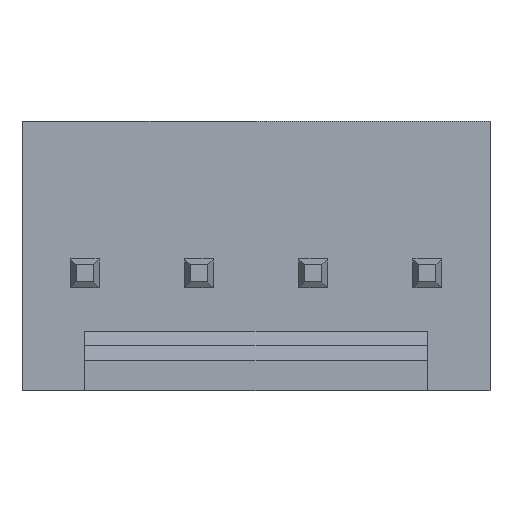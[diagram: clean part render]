
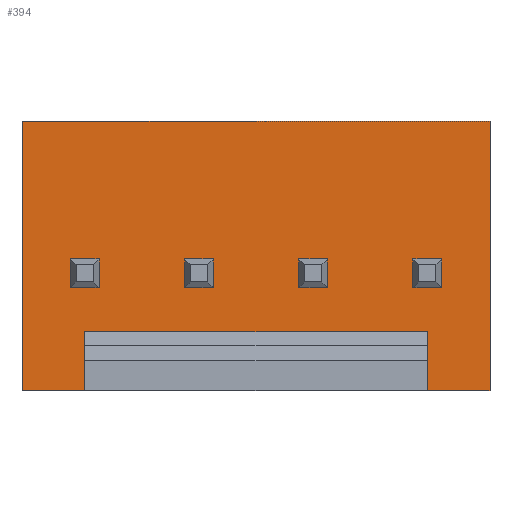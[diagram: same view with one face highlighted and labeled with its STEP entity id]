
A CAD part, top view. The second image highlights one B-rep face of the part: STEP entity #394.
In plain terms, the highlighted planar face has unit normal (0, 0, 1).
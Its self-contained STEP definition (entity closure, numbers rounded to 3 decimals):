
#394=ADVANCED_FACE('',(#767),#769,.T.);
#767=FACE_BOUND('',#768,.T.);
#768=EDGE_LOOP('',(#1070,#1071,#1072,#1073,#1074,#1075,#1076,#1077));
#769=PLANE('',#770);
#770=AXIS2_PLACEMENT_3D('',#771,#772,#773);
#771=CARTESIAN_POINT('',(9.015,-1.6,3.));
#772=DIRECTION('',(0.,-0.,1.));
#773=DIRECTION('',(0.,1.,0.));
#1070=ORIENTED_EDGE('',*,*,#1258,.T.);
#1071=ORIENTED_EDGE('',*,*,#1231,.T.);
#1072=ORIENTED_EDGE('',*,*,#1259,.F.);
#1073=ORIENTED_EDGE('',*,*,#1217,.F.);
#1074=ORIENTED_EDGE('',*,*,#1260,.F.);
#1075=ORIENTED_EDGE('',*,*,#1261,.F.);
#1076=ORIENTED_EDGE('',*,*,#1262,.T.);
#1077=ORIENTED_EDGE('',*,*,#1213,.F.);
#1213=EDGE_CURVE('',#1340,#1342,#1343,.F.);
#1217=EDGE_CURVE('',#1348,#1350,#1351,.F.);
#1231=EDGE_CURVE('',#1378,#1376,#1379,.T.);
#1258=EDGE_CURVE('',#1340,#1378,#1417,.T.);
#1259=EDGE_CURVE('',#1350,#1376,#1418,.T.);
#1260=EDGE_CURVE('',#1419,#1348,#1420,.T.);
#1261=EDGE_CURVE('',#1421,#1419,#1422,.T.);
#1262=EDGE_CURVE('',#1421,#1342,#1423,.T.);
#1340=VERTEX_POINT('',#1553);
#1342=VERTEX_POINT('',#1557);
#1343=LINE('',#1558,#1559);
#1348=VERTEX_POINT('',#1569);
#1350=VERTEX_POINT('',#1573);
#1351=LINE('',#1574,#1575);
#1376=VERTEX_POINT('',#1625);
#1378=VERTEX_POINT('',#1629);
#1379=LINE('',#1630,#1631);
#1417=LINE('',#1722,#1723);
#1418=LINE('',#1725,#1726);
#1419=VERTEX_POINT('',#1728);
#1420=LINE('',#1729,#1730);
#1421=VERTEX_POINT('',#1732);
#1422=LINE('',#1733,#1734);
#1423=LINE('',#1736,#1737);
#1553=CARTESIAN_POINT('',(9.015,-2.6,3.));
#1557=CARTESIAN_POINT('',(7.62,-2.6,3.));
#1558=CARTESIAN_POINT('',(7.62,-2.6,3.));
#1559=VECTOR('',#1560,1.);
#1560=DIRECTION('',(1.,0.,0.));
#1569=CARTESIAN_POINT('',(0.,-2.6,3.));
#1573=CARTESIAN_POINT('',(-1.395,-2.6,3.));
#1574=CARTESIAN_POINT('',(-1.395,-2.6,3.));
#1575=VECTOR('',#1576,1.);
#1576=DIRECTION('',(1.,0.,0.));
#1625=CARTESIAN_POINT('',(-1.395,3.4,3.));
#1629=CARTESIAN_POINT('',(9.015,3.4,3.));
#1630=CARTESIAN_POINT('',(9.015,3.4,3.));
#1631=VECTOR('',#1632,1.);
#1632=DIRECTION('',(-1.,0.,0.));
#1722=CARTESIAN_POINT('',(9.015,-2.6,3.));
#1723=VECTOR('',#1724,1.);
#1724=DIRECTION('',(0.,1.,0.));
#1725=CARTESIAN_POINT('',(-1.395,-2.6,3.));
#1726=VECTOR('',#1727,1.);
#1727=DIRECTION('',(0.,1.,0.));
#1728=CARTESIAN_POINT('',(0.,-1.6,3.));
#1729=CARTESIAN_POINT('',(0.,-1.6,3.));
#1730=VECTOR('',#1731,1.);
#1731=DIRECTION('',(0.,-1.,0.));
#1732=CARTESIAN_POINT('',(7.62,-1.6,3.));
#1733=CARTESIAN_POINT('',(7.62,-1.6,3.));
#1734=VECTOR('',#1735,1.);
#1735=DIRECTION('',(-1.,0.,0.));
#1736=CARTESIAN_POINT('',(7.62,-1.6,3.));
#1737=VECTOR('',#1738,1.);
#1738=DIRECTION('',(0.,-1.,0.));
